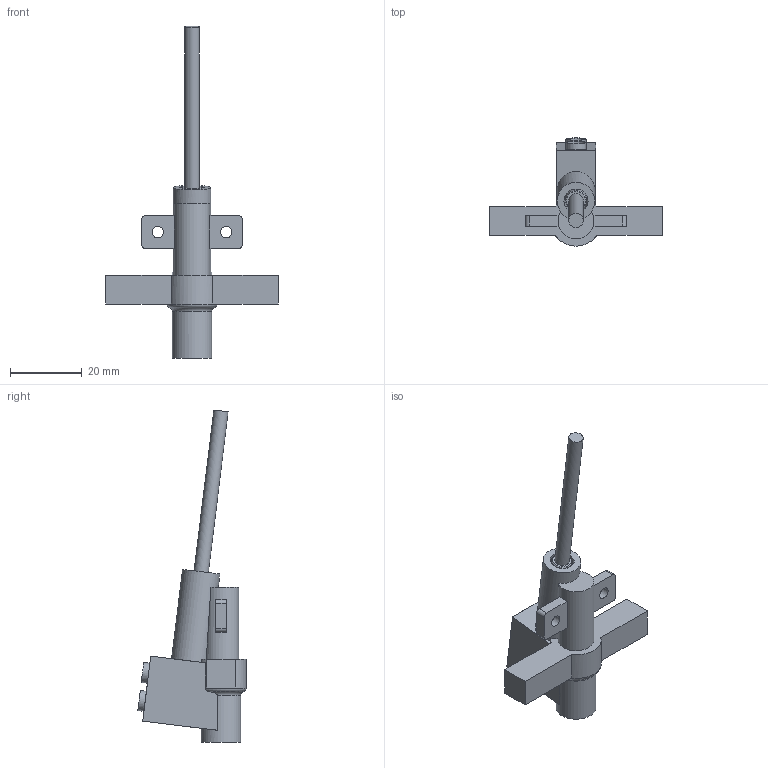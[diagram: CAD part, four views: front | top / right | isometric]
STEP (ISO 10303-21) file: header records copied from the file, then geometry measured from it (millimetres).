
FILE_DESCRIPTION(/* description */ (''),/* implementation_level */ '2;1');
FILE_NAME(/* name */ 'platinum_silver_electrode v9.step',/* time_stamp */ '2024-09-30T10:35:10+02:00',/* author */ (''),/* organization */ (''),/* preprocessor_version */ 'ST-DEVELOPER v20',/* originating_system */ 'Autodesk Translation Framework v13.20.0.188',/* authorisation */ '');
FILE_SCHEMA (('AUTOMOTIVE_DESIGN { 1 0 10303 214 3 1 1 }'));
Length unit declared in the file: millimetre
Products named in the file (3): platinum_silver_electrode; cable_terminal; silver_reference_electrode
Assembly tree (2 placements, depth 2):
  platinum_silver_electrode
    cable_terminal
    silver_reference_electrode
Bounding box: 48 x 30.1 x 92.24 mm (x, y, z)
Volume: 11029.1 mm3; surface area: 8632.6 mm2
Topology: 8 solids, 8 shells, 93 faces, 214 edges, 142 vertices
Faces by surface type: plane 61, cylinder 25, torus 6, cone 1
Full cylindrical faces by diameter (mm): 1.3 x1, 3.2 x2, 3.4 x1, 4 x1, 5 x2, 5.6 x2, 5.8 x1, 6.35 x1, 6.7 x1, 10.45 x1, 11 x1
Entity records: 2845 total; most frequent: CARTESIAN_POINT 512, DIRECTION 483, ORIENTED_EDGE 432, EDGE_CURVE 216, AXIS2_PLACEMENT_3D 177, VERTEX_POINT 146, LINE 129, VECTOR 129
